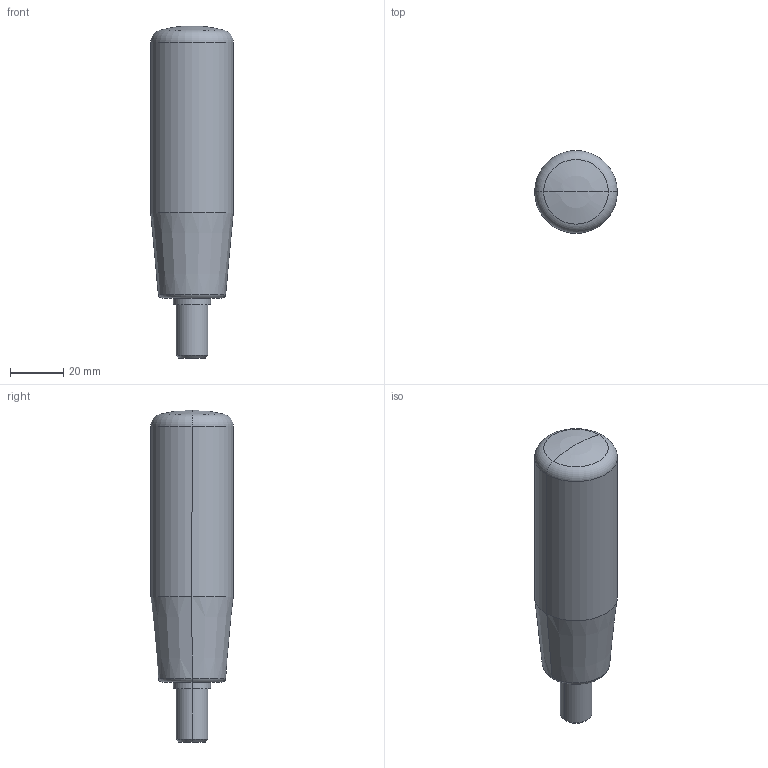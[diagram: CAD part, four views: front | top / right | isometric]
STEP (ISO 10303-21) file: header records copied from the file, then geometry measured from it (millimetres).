
FILE_DESCRIPTION(('STEP AP214'),'1');
FILE_NAME(' ',' ',('TraceParts'),('TraceParts S.A.'),'XStep 1.0',' ',' ');
FILE_SCHEMA(('automotive_design'));
Length unit declared in the file: millimetre
Products named in the file (1): 1
Bounding box: 31 x 31 x 124.5 mm (x, y, z)
Volume: 73833.9 mm3; surface area: 11452.1 mm2
Topology: 1 solids, 1 shells, 27 faces, 60 edges, 34 vertices
Faces by surface type: plane 9, cylinder 6, cone 6, torus 4, sphere 2
Entity records: 1400 total; most frequent: DIRECTION 132, CARTESIAN_POINT 130, STYLED_ITEM 118, PRESENTATION_STYLE_ASSIGNMENT 118, COLOUR_RGB 118, ORIENTED_EDGE 112, EDGE_CURVE 56, CURVE_STYLE 56
